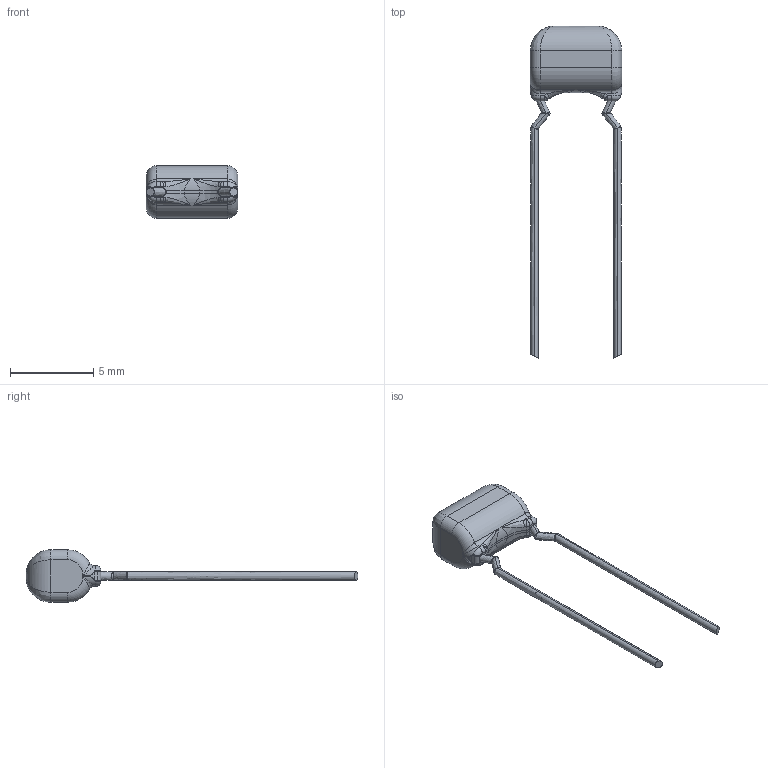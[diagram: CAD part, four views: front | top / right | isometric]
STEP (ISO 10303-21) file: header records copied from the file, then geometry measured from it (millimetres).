
FILE_DESCRIPTION (( 'STEP AP203' ), '1' );
FILE_NAME ('RDER71H105K2M1C03A.STEP', '2018-01-12T12:14:18', ( '' ), ( '' ), 'SwSTEP 2.0', 'SolidWorks 2017', '' );
FILE_SCHEMA (( 'CONFIG_CONTROL_DESIGN' ));
Length unit declared in the file: millimetre
Products named in the file (1): RDER71H105K2M1C03A
Bounding box: 5.5 x 19.96 x 3.15 mm (x, y, z)
Volume: 62.9 mm3; surface area: 128 mm2
Topology: 1 solids, 1 shells, 122 faces, 292 edges, 132 vertices
Faces by surface type: bspline 60, cylinder 30, plane 18, torus 10, sphere 4
Entity records: 4279 total; most frequent: CARTESIAN_POINT 2089, ORIENTED_EDGE 504, DIRECTION 356, EDGE_CURVE 252, AXIS2_PLACEMENT_3D 147, VERTEX_POINT 132, FACE_OUTER_BOUND 122, ADVANCED_FACE 122
